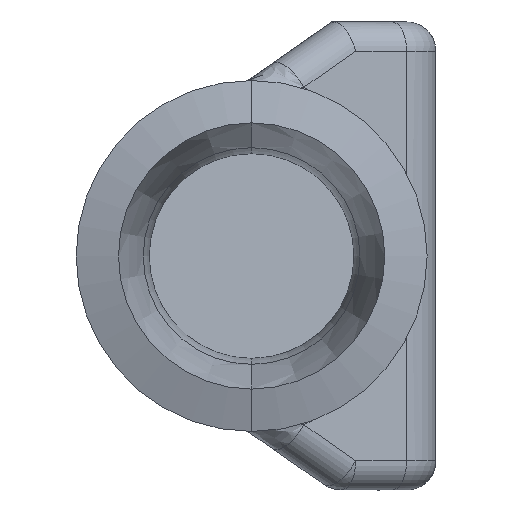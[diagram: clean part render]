
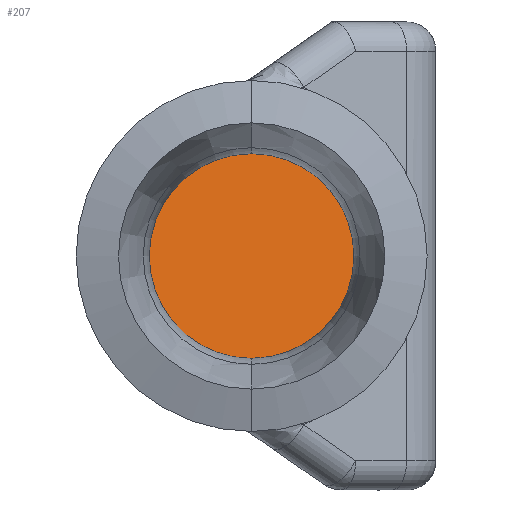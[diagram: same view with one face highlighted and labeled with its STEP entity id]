
A CAD part, left-side view. The second image highlights one B-rep face of the part: STEP entity #207.
In plain terms, the highlighted planar face has unit normal (-0.866, -0.5, 0).
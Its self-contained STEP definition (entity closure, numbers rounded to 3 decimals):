
#94 = CARTESIAN_POINT ( 'NONE',  ( 125.517, -7., -3.5 ) ) ;
#116 = FACE_OUTER_BOUND ( 'NONE', #1578, .T. ) ;
#128 = DIRECTION ( 'NONE',  ( -0.866, -0.5, 0. ) ) ;
#167 = CARTESIAN_POINT ( 'NONE',  ( 117.434, 7., 3.5 ) ) ;
#207 = ADVANCED_FACE ( 'NONE', ( #116 ), #267, .T. ) ;
#267 = PLANE ( 'NONE',  #1428 ) ;
#378 = CARTESIAN_POINT ( 'NONE',  ( 124.825, -5.8, -21.995 ) ) ;
#454 = EDGE_CURVE ( 'NONE', #881, #1458, #1630, .T. ) ;
#526 = CARTESIAN_POINT ( 'NONE',  ( 121.476, 0., 3.5 ) ) ;
#715 = DIRECTION ( 'NONE',  ( 0.5, -0.866, 0. ) ) ;
#720 =( BOUNDED_CURVE ( )  B_SPLINE_CURVE ( 3, ( #1804, #94, #1664, #1262 ),
 .UNSPECIFIED., .F., .T. ) 
 B_SPLINE_CURVE_WITH_KNOTS ( ( 4, 4 ),
 ( 1.571, 4.712 ),
 .UNSPECIFIED. ) 
 CURVE ( )  GEOMETRIC_REPRESENTATION_ITEM ( )  RATIONAL_B_SPLINE_CURVE ( ( 1., 0.333, 0.333, 1. ) ) 
 REPRESENTATION_ITEM ( '' )  );
#749 = CARTESIAN_POINT ( 'NONE',  ( 121.476, 0., -3.5 ) ) ;
#881 = VERTEX_POINT ( 'NONE', #526 ) ;
#895 = CARTESIAN_POINT ( 'NONE',  ( 121.476, 0., 3.5 ) ) ;
#1053 = CARTESIAN_POINT ( 'NONE',  ( 117.434, 7., -3.5 ) ) ;
#1162 = EDGE_CURVE ( 'NONE', #1458, #881, #720, .T. ) ;
#1190 = CARTESIAN_POINT ( 'NONE',  ( 121.476, 0., -3.5 ) ) ;
#1262 = CARTESIAN_POINT ( 'NONE',  ( 121.476, 0., 3.5 ) ) ;
#1341 = ORIENTED_EDGE ( 'NONE', *, *, #1162, .T. ) ;
#1428 = AXIS2_PLACEMENT_3D ( 'NONE', #378, #128, #715 ) ;
#1458 = VERTEX_POINT ( 'NONE', #1190 ) ;
#1539 = ORIENTED_EDGE ( 'NONE', *, *, #454, .T. ) ;
#1578 = EDGE_LOOP ( 'NONE', ( #1539, #1341 ) ) ;
#1630 =( BOUNDED_CURVE ( )  B_SPLINE_CURVE ( 3, ( #895, #167, #1053, #749 ),
 .UNSPECIFIED., .F., .F. ) 
 B_SPLINE_CURVE_WITH_KNOTS ( ( 4, 4 ),
 ( 4.712, 7.854 ),
 .UNSPECIFIED. ) 
 CURVE ( )  GEOMETRIC_REPRESENTATION_ITEM ( )  RATIONAL_B_SPLINE_CURVE ( ( 1., 0.333, 0.333, 1. ) ) 
 REPRESENTATION_ITEM ( '' )  );
#1664 = CARTESIAN_POINT ( 'NONE',  ( 125.517, -7., 3.5 ) ) ;
#1804 = CARTESIAN_POINT ( 'NONE',  ( 121.476, 0., -3.5 ) ) ;
